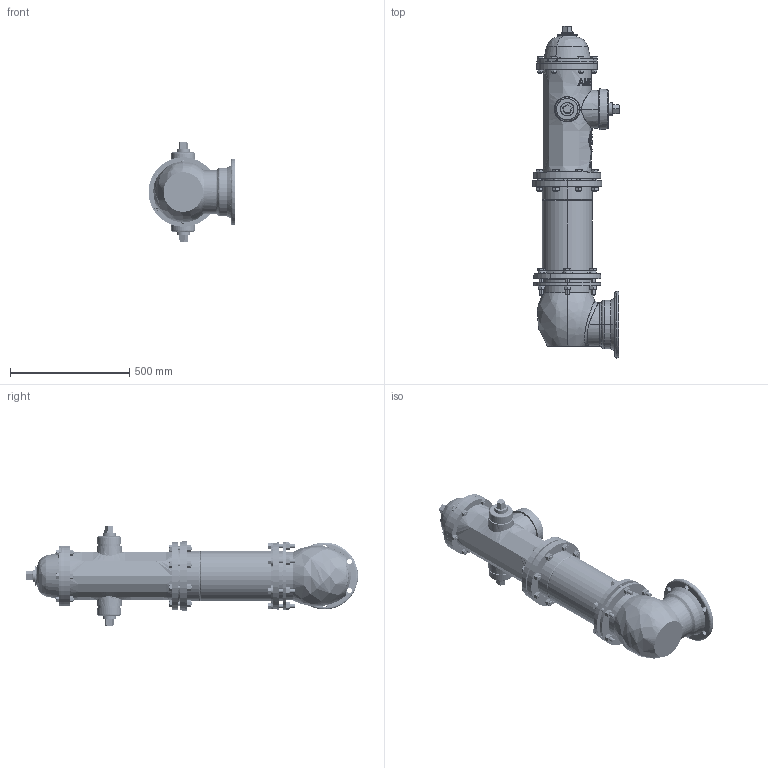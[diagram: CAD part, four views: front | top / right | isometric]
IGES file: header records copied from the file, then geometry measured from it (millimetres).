
Start section: SolidWorks IGES file using analytic representation for surfaces
Global section: file name: B62B-5 TM.IGS; native system: SolidWorks 2015; preprocessor: SolidWorks 2015; author: carmcl; date: 150413.125256; units: inch
Bounding box: 364.54 x 1393.03 x 420.69 mm (x, y, z)
Surface area: 3043574.1 mm2 (no closed solid volume)
Topology: 0 solids, 0 shells, 1921 faces, 51500 edges, 60359 vertices
Faces by surface type: bspline 985, revolution 936
